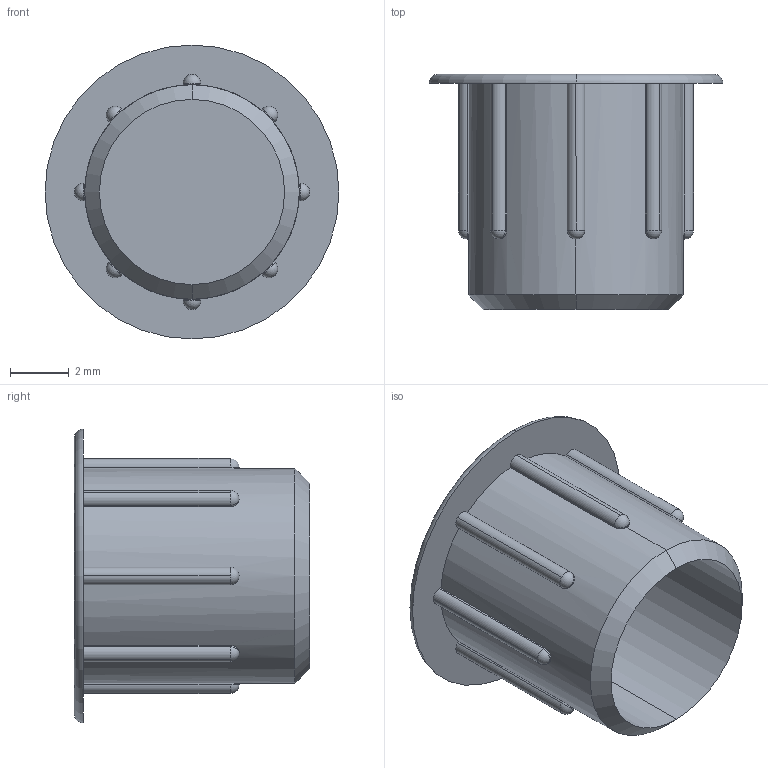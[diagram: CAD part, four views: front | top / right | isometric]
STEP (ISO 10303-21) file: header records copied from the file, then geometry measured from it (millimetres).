
FILE_DESCRIPTION (( 'STEP AP203' ), '1' );
FILE_NAME ('084.202.002.STEP', '2013-01-24T13:31:26', ( 'Alusic' ), ( 'Alusic' ), 'SwSTEP 2.0', 'SolidWorks 2011', '' );
FILE_SCHEMA (( 'CONFIG_CONTROL_DESIGN' ));
Length unit declared in the file: millimetre
Products named in the file (1): 084.202.002
Bounding box: 10 x 8 x 10 mm (x, y, z)
Volume: 115.9 mm3; surface area: 499.2 mm2
Topology: 1 solids, 1 shells, 59 faces, 164 edges, 100 vertices
Faces by surface type: cylinder 28, plane 19, sphere 8, cone 2, torus 2
Entity records: 1893 total; most frequent: CARTESIAN_POINT 374, DIRECTION 318, ORIENTED_EDGE 296, EDGE_CURVE 148, AXIS2_PLACEMENT_3D 120, VERTEX_POINT 92, VECTOR 78, LINE 78
